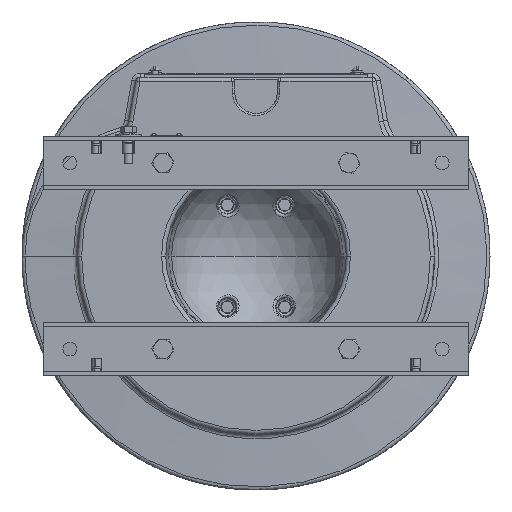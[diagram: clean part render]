
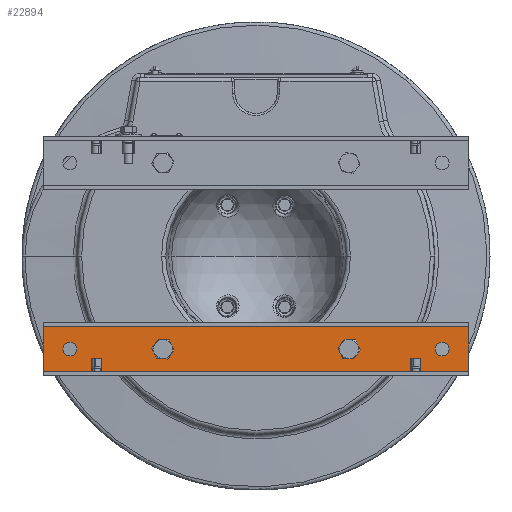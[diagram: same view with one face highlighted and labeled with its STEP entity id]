
A CAD part, front view. The second image highlights one B-rep face of the part: STEP entity #22894.
In plain terms, the highlighted planar face has unit normal (0, -1, 0).
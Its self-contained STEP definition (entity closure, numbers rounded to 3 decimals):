
#8280 = CARTESIAN_POINT ( 'NONE',  ( -87.5, -145.5, -87.5 ) ) ;
#8282 = DIRECTION ( 'NONE',  ( 0., 1., 0. ) ) ;
#8283 = DIRECTION ( 'NONE',  ( -1., 0., 0. ) ) ;
#8290 = CARTESIAN_POINT ( 'NONE',  ( -200., -145.5, -112.5 ) ) ;
#8291 = DIRECTION ( 'NONE',  ( 0., 0., 1. ) ) ;
#8347 = DIRECTION ( 'NONE',  ( -1., 0., 0. ) ) ;
#8351 = DIRECTION ( 'NONE',  ( 0., 1., 0. ) ) ;
#8355 = CARTESIAN_POINT ( 'NONE',  ( 87.5, -145.5, -87.5 ) ) ;
#8445 = CARTESIAN_POINT ( 'NONE',  ( -200., -145.5, -66.5 ) ) ;
#8446 = CARTESIAN_POINT ( 'NONE',  ( 200., -145.5, -112.5 ) ) ;
#8454 = CARTESIAN_POINT ( 'NONE',  ( 175., -145.5, -87.5 ) ) ;
#8455 = DIRECTION ( 'NONE',  ( 0., 1., 0. ) ) ;
#8470 = DIRECTION ( 'NONE',  ( 1., 0., 0. ) ) ;
#8474 = DIRECTION ( 'NONE',  ( 0., 0., 1. ) ) ;
#8477 = DIRECTION ( 'NONE',  ( -1., 0., 0. ) ) ;
#8522 = DIRECTION ( 'NONE',  ( -1., 0., 0. ) ) ;
#8534 = CARTESIAN_POINT ( 'NONE',  ( -175., -145.5, -87.5 ) ) ;
#8536 = DIRECTION ( 'NONE',  ( 0., 1., 0. ) ) ;
#8615 = DIRECTION ( 'NONE',  ( 0., 1., 0. ) ) ;
#8623 = DIRECTION ( 'NONE',  ( -1., 0., 0. ) ) ;
#8627 = CARTESIAN_POINT ( 'NONE',  ( 87.5, -145.5, -87.5 ) ) ;
#8630 = DIRECTION ( 'NONE',  ( -1., 0., 0. ) ) ;
#8635 = CARTESIAN_POINT ( 'NONE',  ( 175., -145.5, -87.5 ) ) ;
#8636 = DIRECTION ( 'NONE',  ( 0., 1., 0. ) ) ;
#8637 = CARTESIAN_POINT ( 'NONE',  ( -87.5, -145.5, -87.5 ) ) ;
#8640 = DIRECTION ( 'NONE',  ( 0., 1., 0. ) ) ;
#8647 = DIRECTION ( 'NONE',  ( -1., 0., 0. ) ) ;
#8671 = DIRECTION ( 'NONE',  ( 1., 0., 0. ) ) ;
#8698 = CARTESIAN_POINT ( 'NONE',  ( -200., -145.5, -108.5 ) ) ;
#8748 = CARTESIAN_POINT ( 'NONE',  ( -175., -145.5, -87.5 ) ) ;
#8802 = DIRECTION ( 'NONE',  ( 0., 1., 0. ) ) ;
#8814 = DIRECTION ( 'NONE',  ( -1., 0., 0. ) ) ;
#13109 = CARTESIAN_POINT ( 'NONE',  ( -168.5, -145.5, -87.5 ) ) ;
#13111 = CARTESIAN_POINT ( 'NONE',  ( 200., -145.5, -108.5 ) ) ;
#13119 = CARTESIAN_POINT ( 'NONE',  ( 94.5, -145.5, -87.5 ) ) ;
#13126 = CARTESIAN_POINT ( 'NONE',  ( 168.5, -145.5, -87.5 ) ) ;
#13131 = CARTESIAN_POINT ( 'NONE',  ( 181.5, -145.5, -87.5 ) ) ;
#13135 = CARTESIAN_POINT ( 'NONE',  ( -181.5, -145.5, -87.5 ) ) ;
#13140 = CARTESIAN_POINT ( 'NONE',  ( 80.5, -145.5, -87.5 ) ) ;
#13141 = CARTESIAN_POINT ( 'NONE',  ( -200., -145.5, -108.5 ) ) ;
#13147 = CARTESIAN_POINT ( 'NONE',  ( -200., -145.5, -66.5 ) ) ;
#13161 = CARTESIAN_POINT ( 'NONE',  ( 200., -145.5, -66.5 ) ) ;
#13166 = CARTESIAN_POINT ( 'NONE',  ( -94.5, -145.5, -87.5 ) ) ;
#13206 = CARTESIAN_POINT ( 'NONE',  ( -80.5, -145.5, -87.5 ) ) ;
#22894 = ADVANCED_FACE ( 'NONE', ( #30060, #30082, #30084, #30073, #30067 ), #49184, .F. ) ;
#30060 = FACE_BOUND ( 'NONE', #70745, .T. ) ;
#30067 = FACE_OUTER_BOUND ( 'NONE', #70938, .T. ) ;
#30073 = FACE_BOUND ( 'NONE', #70833, .T. ) ;
#30082 = FACE_BOUND ( 'NONE', #70797, .T. ) ;
#30084 = FACE_BOUND ( 'NONE', #70817, .T. ) ;
#37581 = ORIENTED_EDGE ( 'NONE', *, *, #70608, .T. ) ;
#37583 = ORIENTED_EDGE ( 'NONE', *, *, #70562, .T. ) ;
#37599 = ORIENTED_EDGE ( 'NONE', *, *, #70287, .T. ) ;
#37695 = ORIENTED_EDGE ( 'NONE', *, *, #70386, .T. ) ;
#37702 = ORIENTED_EDGE ( 'NONE', *, *, #70204, .T. ) ;
#37708 = ORIENTED_EDGE ( 'NONE', *, *, #70263, .F. ) ;
#37748 = ORIENTED_EDGE ( 'NONE', *, *, #70560, .T. ) ;
#37752 = ORIENTED_EDGE ( 'NONE', *, *, #70354, .F. ) ;
#37763 = ORIENTED_EDGE ( 'NONE', *, *, #70376, .T. ) ;
#37777 = ORIENTED_EDGE ( 'NONE', *, *, #70582, .T. ) ;
#37790 = ORIENTED_EDGE ( 'NONE', *, *, #70482, .T. ) ;
#37805 = ORIENTED_EDGE ( 'NONE', *, *, #70666, .T. ) ;
#40022 = AXIS2_PLACEMENT_3D ( 'NONE', #49191, #49196, #49214 ) ;
#49184 = PLANE ( 'NONE',  #40022 ) ;
#49191 = CARTESIAN_POINT ( 'NONE',  ( -200., -145.5, -112.5 ) ) ;
#49196 = DIRECTION ( 'NONE',  ( 0., 1., 0. ) ) ;
#49214 = DIRECTION ( 'NONE',  ( -1., 0., 0. ) ) ;
#55584 = AXIS2_PLACEMENT_3D ( 'NONE', #8355, #8351, #8347 ) ;
#55663 = AXIS2_PLACEMENT_3D ( 'NONE', #8280, #8282, #8283 ) ;
#55778 = AXIS2_PLACEMENT_3D ( 'NONE', #8637, #8636, #8630 ) ;
#55789 = AXIS2_PLACEMENT_3D ( 'NONE', #8534, #8536, #8522 ) ;
#55794 = AXIS2_PLACEMENT_3D ( 'NONE', #8627, #8640, #8623 ) ;
#55838 = AXIS2_PLACEMENT_3D ( 'NONE', #8454, #8455, #8477 ) ;
#55851 = AXIS2_PLACEMENT_3D ( 'NONE', #8635, #8615, #8647 ) ;
#55862 = AXIS2_PLACEMENT_3D ( 'NONE', #8748, #8802, #8814 ) ;
#56954 = VECTOR ( 'NONE', #8291, 1000. ) ;
#56978 = LINE ( 'NONE', #8290, #56954 ) ;
#56997 = CIRCLE ( 'NONE', #55663, 7. ) ;
#57035 = VECTOR ( 'NONE', #8470, 1000. ) ;
#57039 = CIRCLE ( 'NONE', #55584, 7. ) ;
#57052 = LINE ( 'NONE', #8445, #57035 ) ;
#57079 = CIRCLE ( 'NONE', #55838, 6.5 ) ;
#57094 = LINE ( 'NONE', #8446, #57097 ) ;
#57097 = VECTOR ( 'NONE', #8474, 1000. ) ;
#57143 = CIRCLE ( 'NONE', #55789, 6.5 ) ;
#57173 = LINE ( 'NONE', #8698, #57207 ) ;
#57192 = CIRCLE ( 'NONE', #55851, 6.5 ) ;
#57196 = CIRCLE ( 'NONE', #55794, 7. ) ;
#57197 = CIRCLE ( 'NONE', #55778, 7. ) ;
#57207 = VECTOR ( 'NONE', #8671, 1000. ) ;
#57235 = CIRCLE ( 'NONE', #55862, 6.5 ) ;
#62409 = VERTEX_POINT ( 'NONE', #13109 ) ;
#62412 = VERTEX_POINT ( 'NONE', #13131 ) ;
#62415 = VERTEX_POINT ( 'NONE', #13135 ) ;
#62420 = VERTEX_POINT ( 'NONE', #13147 ) ;
#62423 = VERTEX_POINT ( 'NONE', #13111 ) ;
#62446 = VERTEX_POINT ( 'NONE', #13119 ) ;
#62455 = VERTEX_POINT ( 'NONE', #13126 ) ;
#62461 = VERTEX_POINT ( 'NONE', #13140 ) ;
#62470 = VERTEX_POINT ( 'NONE', #13141 ) ;
#62493 = VERTEX_POINT ( 'NONE', #13206 ) ;
#62496 = VERTEX_POINT ( 'NONE', #13166 ) ;
#62507 = VERTEX_POINT ( 'NONE', #13161 ) ;
#70204 = EDGE_CURVE ( 'NONE', #62493, #62496, #56997, .T. ) ;
#70263 = EDGE_CURVE ( 'NONE', #62470, #62420, #56978, .T. ) ;
#70287 = EDGE_CURVE ( 'NONE', #62446, #62461, #57039, .T. ) ;
#70354 = EDGE_CURVE ( 'NONE', #62420, #62507, #57052, .T. ) ;
#70376 = EDGE_CURVE ( 'NONE', #62412, #62455, #57079, .T. ) ;
#70386 = EDGE_CURVE ( 'NONE', #62423, #62507, #57094, .T. ) ;
#70482 = EDGE_CURVE ( 'NONE', #62409, #62415, #57143, .T. ) ;
#70560 = EDGE_CURVE ( 'NONE', #62455, #62412, #57192, .T. ) ;
#70562 = EDGE_CURVE ( 'NONE', #62496, #62493, #57197, .T. ) ;
#70582 = EDGE_CURVE ( 'NONE', #62461, #62446, #57196, .T. ) ;
#70608 = EDGE_CURVE ( 'NONE', #62470, #62423, #57173, .T. ) ;
#70666 = EDGE_CURVE ( 'NONE', #62415, #62409, #57235, .T. ) ;
#70745 = EDGE_LOOP ( 'NONE', ( #37583, #37702 ) ) ;
#70797 = EDGE_LOOP ( 'NONE', ( #37777, #37599 ) ) ;
#70817 = EDGE_LOOP ( 'NONE', ( #37805, #37790 ) ) ;
#70833 = EDGE_LOOP ( 'NONE', ( #37748, #37763 ) ) ;
#70938 = EDGE_LOOP ( 'NONE', ( #37695, #37752, #37708, #37581 ) ) ;
